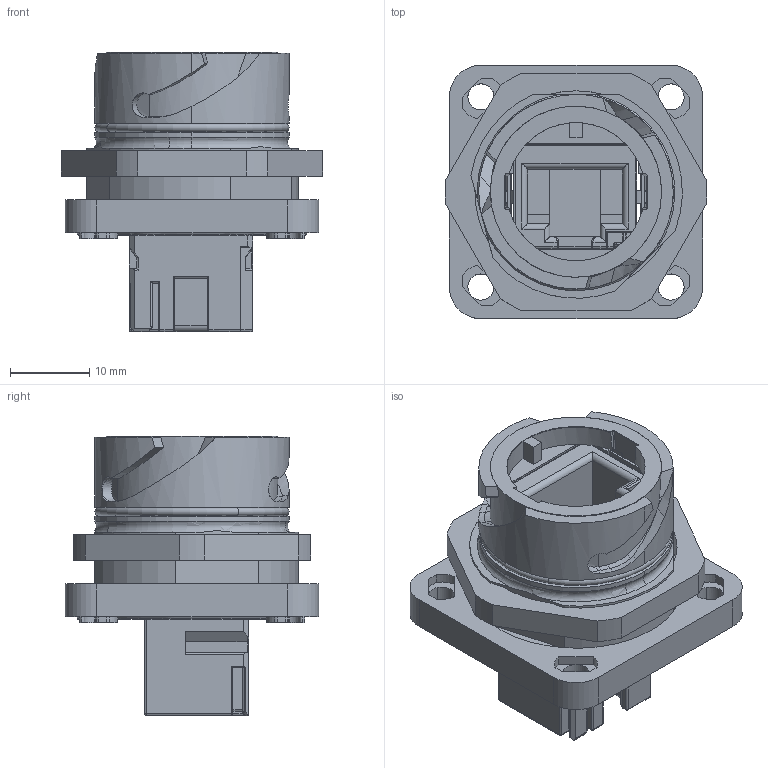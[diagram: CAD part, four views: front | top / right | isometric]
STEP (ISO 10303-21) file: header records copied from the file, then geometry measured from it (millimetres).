
FILE_DESCRIPTION(('CATIA V5 STEP Exchange','CAx-IF Rec.Pracs.--- Model Styling and Organization---1.5--- 2016-08-15','CAx-IF Rec.Pracs.---Supplemental Geometry---1.0---2011-11-01','CAx-IF Rec.Pracs.--- Composite Materials ---1.1---2010-07-15'),'2;1');
FILE_NAME ('028577-3_3', '2025-01-16T09:27:56+00:00', ('none'), ('Weidmueller'), 'CATIA Version 5-6 Release 2022 SP4 HF5', 'CATIA V5 STEP AP214 v3', 'none');
FILE_SCHEMA(('AUTOMOTIVE_DESIGN { 1 0 10303 214 1 1 1 1 }'));
Length unit declared in the file: millimetre
Products named in the file (1): 1963470000
Bounding box: 32.98 x 32 x 35.23 mm (x, y, z)
Volume: 11575.3 mm3; surface area: 10495.5 mm2
Topology: 1 solids, 1 shells, 809 faces, 2220 edges, 1388 vertices
Faces by surface type: plane 400, cylinder 271, cone 56, torus 32, bspline 28, sphere 18, extrusion 4
Entity records: 26025 total; most frequent: CARTESIAN_POINT 6994, ORIENTED_EDGE 4440, DIRECTION 3095, EDGE_CURVE 2220, VERTEX_POINT 1388, VECTOR 1334, LINE 1330, AXIS2_PLACEMENT_3D 1126
